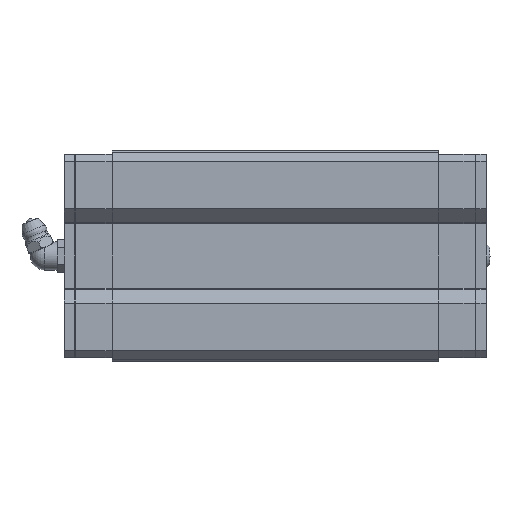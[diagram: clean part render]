
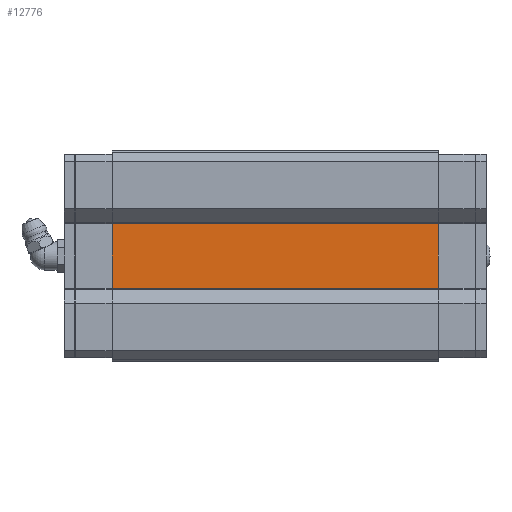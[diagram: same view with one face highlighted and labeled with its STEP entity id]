
A CAD part, front view. The second image highlights one B-rep face of the part: STEP entity #12776.
In plain terms, the highlighted planar face has unit normal (0, -1, 0).
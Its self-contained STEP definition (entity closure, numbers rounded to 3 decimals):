
#332=PLANE('',#13800);
#977=FACE_OUTER_BOUND('',#1697,.T.);
#1697=EDGE_LOOP('',(#10324,#10325,#10326,#10327));
#3175=LINE('',#19823,#4569);
#3242=LINE('',#20007,#4636);
#3263=LINE('',#20055,#4657);
#3264=LINE('',#20057,#4658);
#4569=VECTOR('',#16023,10.);
#4636=VECTOR('',#16170,10.);
#4657=VECTOR('',#16225,114.);
#4658=VECTOR('',#16228,114.);
#5911=VERTEX_POINT('',#19820);
#5912=VERTEX_POINT('',#19822);
#5988=VERTEX_POINT('',#20004);
#5989=VERTEX_POINT('',#20006);
#7437=EDGE_CURVE('',#5911,#5912,#3175,.T.);
#7530=EDGE_CURVE('',#5988,#5989,#3242,.T.);
#7555=EDGE_CURVE('',#5912,#5988,#3263,.T.);
#7556=EDGE_CURVE('',#5911,#5989,#3264,.T.);
#10324=ORIENTED_EDGE('',*,*,#7530,.F.);
#10325=ORIENTED_EDGE('',*,*,#7555,.F.);
#10326=ORIENTED_EDGE('',*,*,#7437,.F.);
#10327=ORIENTED_EDGE('',*,*,#7556,.T.);
#12776=ADVANCED_FACE('',(#977),#332,.T.);
#13800=AXIS2_PLACEMENT_3D('',#20056,#16226,#16227);
#16023=DIRECTION('',(1.,0.,0.));
#16170=DIRECTION('',(-1.,0.,0.));
#16225=DIRECTION('',(0.,0.,-1.));
#16226=DIRECTION('center_axis',(0.,-1.,0.));
#16227=DIRECTION('ref_axis',(1.,0.,0.));
#16228=DIRECTION('',(0.,0.,-1.));
#19820=CARTESIAN_POINT('',(-9.256,0.,46.5));
#19822=CARTESIAN_POINT('',(9.256,0.,46.5));
#19823=CARTESIAN_POINT('',(-4.628,0.,46.5));
#20004=CARTESIAN_POINT('',(9.256,0.,-46.5));
#20006=CARTESIAN_POINT('',(-9.256,0.,-46.5));
#20007=CARTESIAN_POINT('',(-4.628,0.,-46.5));
#20055=CARTESIAN_POINT('',(9.256,0.,60.2));
#20056=CARTESIAN_POINT('Origin',(-9.256,0.,-46.5));
#20057=CARTESIAN_POINT('',(-9.256,0.,60.2));
